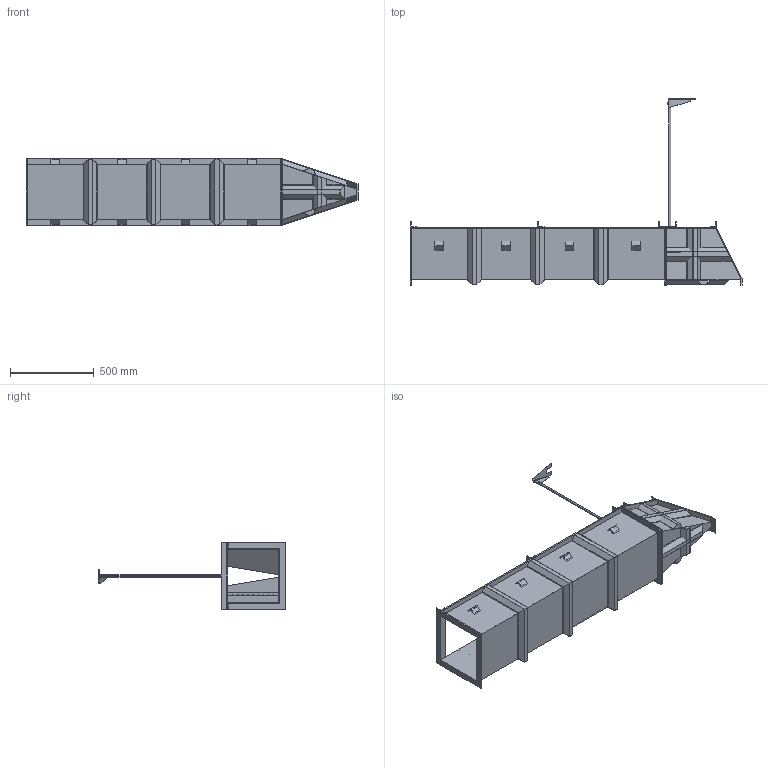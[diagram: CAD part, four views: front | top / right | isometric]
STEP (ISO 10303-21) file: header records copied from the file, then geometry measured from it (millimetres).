
FILE_DESCRIPTION (( 'STEP AP214' ), '1' );
FILE_NAME ('1.0HS Flume Assem1 with options.STEP', '2020-09-09T16:30:26', ( '' ), ( '' ), 'SwSTEP 2.0', 'SolidWorks 2020', '' );
FILE_SCHEMA (( 'AUTOMOTIVE_DESIGN' ));
Length unit declared in the file: inch
Products named in the file (12): hex nut_ai_HNUT 0.2500-20-D-N; Copy of 49976 Rev Ashaft^1.0HS Flume Ultrasonic Transducer Assy; 1.0H   Rev ATop Bracket Rev A sheet metal; Parshall Staff Gauge_English Staff Gauge - 12"; HS Flume_1.00'' HS FLUME - with options; 1.0H   Rev ATop Bracket Assembly; HS Flume ApproacH Section_1.0'' HS; 1.0H   C Channel Ultrasonic Bkt_0.4HS Flume; 1.0HS Flume Ultrasonic Transducer Assy_0.4HS Flume; 1.0H   Rev ATop Bracket Tube; 1.0HS Flume Assem1 with options; 1.0H   Rev Abase plate
Assembly tree (11 placements, depth 4):
  1.0HS Flume Assem1 with options
    HS Flume_1.00'' HS FLUME - with options
    HS Flume ApproacH Section_1.0'' HS
    1.0HS Flume Ultrasonic Transducer Assy_0.4HS Flume
      1.0H   Rev Abase plate
      Copy of 49976 Rev Ashaft^1.0HS Flume Ultrasonic Transducer Assy
      1.0H   Rev ATop Bracket Assembly
        hex nut_ai_HNUT 0.2500-20-D-N
        1.0H   Rev ATop Bracket Tube
        1.0H   Rev ATop Bracket Rev A sheet metal
      1.0H   C Channel Ultrasonic Bkt_0.4HS Flume
    Parshall Staff Gauge_English Staff Gauge - 12"
Bounding box: 1981.2 x 1111.3 x 400.36 mm (x, y, z)
Volume: 11926225.7 mm3; surface area: 6299268.2 mm2
Topology: 30 solids, 42 shells, 446 faces, 1080 edges, 712 vertices
Faces by surface type: plane 402, cylinder 25, cone 16, bspline 3
Entity records: 16000 total; most frequent: CARTESIAN_POINT 2716, ORIENTED_EDGE 2144, DIRECTION 2010, EDGE_CURVE 1080, VECTOR 986, LINE 986, VERTEX_POINT 712, AXIS2_PLACEMENT_3D 512
